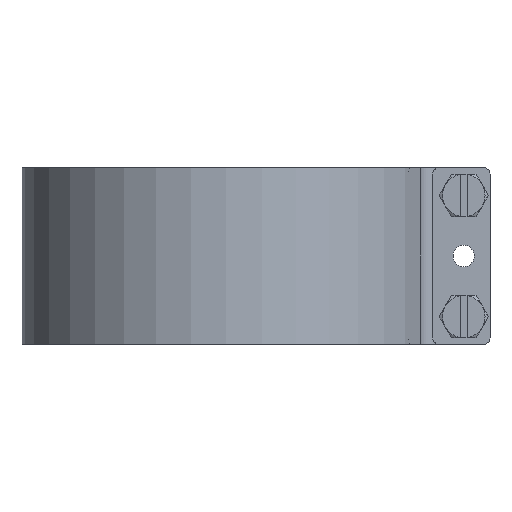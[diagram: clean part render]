
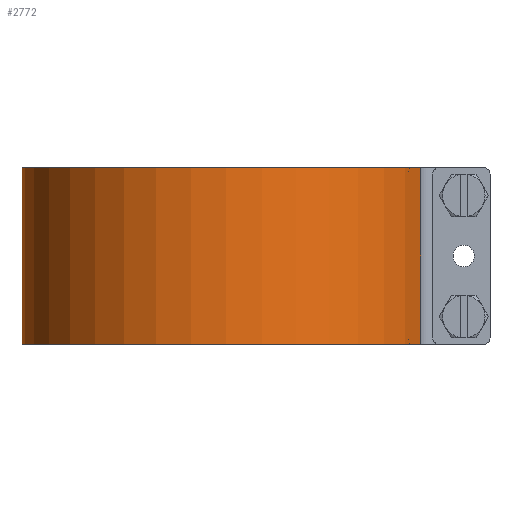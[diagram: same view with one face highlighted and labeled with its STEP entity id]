
A CAD part, left-side view. The second image highlights one B-rep face of the part: STEP entity #2772.
In plain terms, the highlighted cylindrical face has radius 630 mm (diameter 1260 mm), a partial arc.
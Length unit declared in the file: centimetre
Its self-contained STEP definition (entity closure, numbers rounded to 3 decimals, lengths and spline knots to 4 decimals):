
#292=FACE_OUTER_BOUND('',#487,.T.);
#487=EDGE_LOOP('',(#1981,#1982,#1983,#1984));
#728=LINE('',#4312,#884);
#729=LINE('',#4314,#885);
#884=VECTOR('',#3444,10.);
#885=VECTOR('',#3447,10.);
#1028=CIRCLE('',#2973,63.);
#1033=CIRCLE('',#2981,63.);
#1221=VERTEX_POINT('',#4246);
#1222=VERTEX_POINT('',#4248);
#1230=VERTEX_POINT('',#4270);
#1231=VERTEX_POINT('',#4272);
#1492=EDGE_CURVE('',#1221,#1222,#1028,.T.);
#1504=EDGE_CURVE('',#1230,#1231,#1033,.T.);
#1524=EDGE_CURVE('',#1231,#1221,#728,.T.);
#1525=EDGE_CURVE('',#1222,#1230,#729,.T.);
#1981=ORIENTED_EDGE('',*,*,#1524,.F.);
#1982=ORIENTED_EDGE('',*,*,#1504,.F.);
#1983=ORIENTED_EDGE('',*,*,#1525,.F.);
#1984=ORIENTED_EDGE('',*,*,#1492,.F.);
#2700=CYLINDRICAL_SURFACE('',#2999,63.);
#2772=ADVANCED_FACE('',(#292),#2700,.T.);
#2973=AXIS2_PLACEMENT_3D('',#4249,#3374,#3375);
#2981=AXIS2_PLACEMENT_3D('',#4273,#3397,#3398);
#2999=AXIS2_PLACEMENT_3D('',#4313,#3445,#3446);
#3374=DIRECTION('center_axis',(0.,0.,1.));
#3375=DIRECTION('ref_axis',(0.31,-0.951,0.));
#3397=DIRECTION('center_axis',(0.,0.,-1.));
#3398=DIRECTION('ref_axis',(0.31,-0.951,0.));
#3444=DIRECTION('',(0.,0.,1.));
#3445=DIRECTION('center_axis',(0.,0.,1.));
#3446=DIRECTION('ref_axis',(0.,1.,0.));
#3447=DIRECTION('',(0.,0.,-1.));
#4246=CARTESIAN_POINT('',(46.1985,19.1373,54.));
#4248=CARTESIAN_POINT('',(0.8015,19.1373,54.));
#4249=CARTESIAN_POINT('Origin',(23.5,77.9062,54.));
#4270=CARTESIAN_POINT('',(0.8015,19.1373,0.));
#4272=CARTESIAN_POINT('',(46.1985,19.1373,0.));
#4273=CARTESIAN_POINT('Origin',(23.5,77.9062,0.));
#4312=CARTESIAN_POINT('',(46.1985,19.1373,27.));
#4313=CARTESIAN_POINT('Origin',(23.5,77.9062,27.));
#4314=CARTESIAN_POINT('',(0.8015,19.1373,27.));
